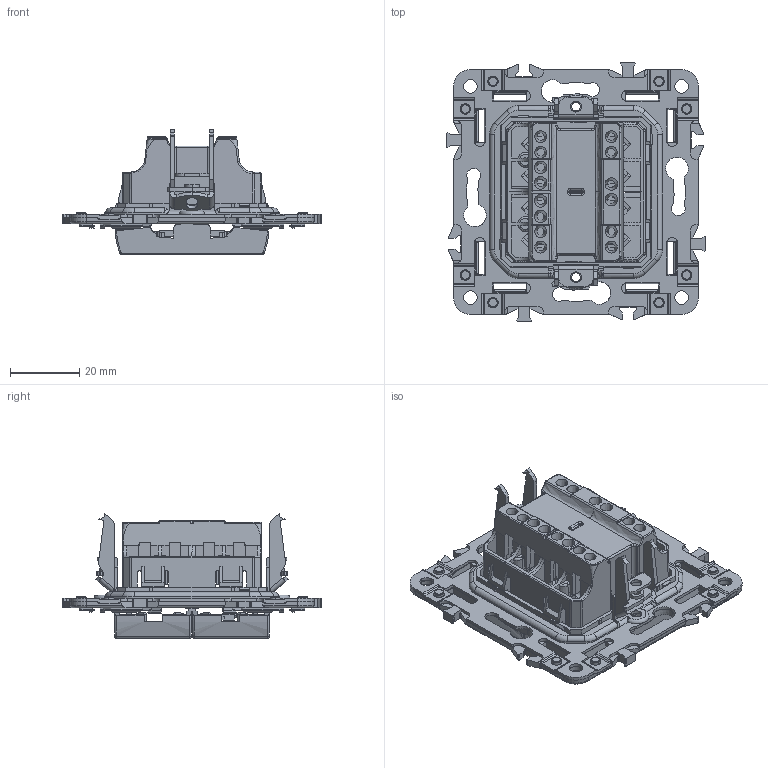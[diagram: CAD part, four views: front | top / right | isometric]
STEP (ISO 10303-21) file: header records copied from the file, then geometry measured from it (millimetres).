
FILE_DESCRIPTION (( 'STEP AP203' ), '1' );
FILE_NAME ('SKANDY Âûêëþ÷. æàëþçè 10À.STEP', '2025-02-16T19:05:20', ( '' ), ( '' ), 'SwSTEP 2.0', 'SolidWorks 2022', '' );
FILE_SCHEMA (( 'CONFIG_CONTROL_DESIGN' ));
Products named in the file (1): SKANDY Выключ. жалюзи 10А
Bounding box: 74.7 x 74.7 x 36.19 mm (x, y, z)
Volume: 21867.6 mm3; surface area: 39539.3 mm2
Topology: 10 solids, 10 shells, 2982 faces, 8481 edges, 5480 vertices
Faces by surface type: plane 1793, cylinder 816, bspline 191, cone 86, torus 80, sphere 16
Entity records: 102116 total; most frequent: CARTESIAN_POINT 26467, ORIENTED_EDGE 16922, DIRECTION 14480, EDGE_CURVE 8461, LINE 5832, VECTOR 5832, VERTEX_POINT 5480, AXIS2_PLACEMENT_3D 4324
